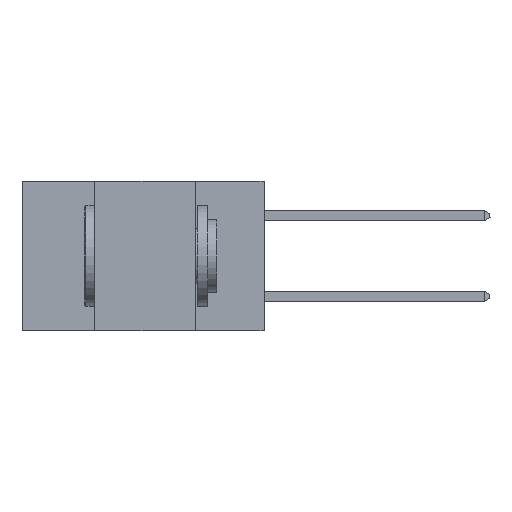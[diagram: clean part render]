
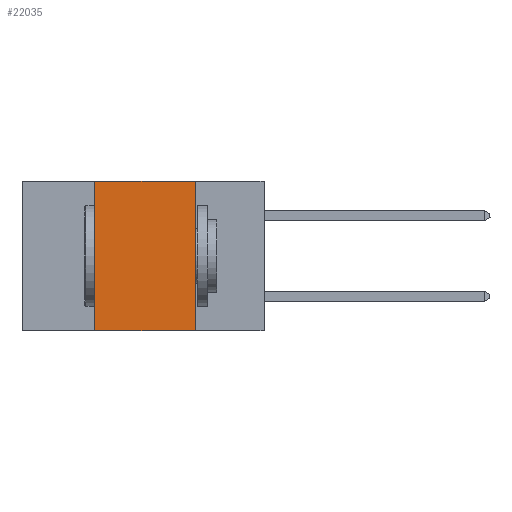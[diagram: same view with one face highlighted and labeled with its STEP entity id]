
A CAD part, left-side view. The second image highlights one B-rep face of the part: STEP entity #22035.
In plain terms, the highlighted planar face has unit normal (-1, 0, 0).
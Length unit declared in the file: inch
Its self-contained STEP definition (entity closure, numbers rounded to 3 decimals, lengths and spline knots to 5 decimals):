
#73 = EDGE_CURVE ( 'NONE', #11763, #20906, #23516, .T. ) ;
#1333 = DIRECTION ( 'NONE',  ( 0., -1., 0. ) ) ;
#1973 = DIRECTION ( 'NONE',  ( 0., 0., -1. ) ) ;
#2155 = ORIENTED_EDGE ( 'NONE', *, *, #13142, .T. ) ;
#2667 = FACE_OUTER_BOUND ( 'NONE', #10490, .T. ) ;
#2688 = EDGE_CURVE ( 'NONE', #20906, #19114, #7496, .T. ) ;
#3040 = CARTESIAN_POINT ( 'NONE',  ( 0., 0.17, 0. ) ) ;
#3461 = CARTESIAN_POINT ( 'NONE',  ( 0., 0.6, 0. ) ) ;
#4485 = ORIENTED_EDGE ( 'NONE', *, *, #73, .F. ) ;
#5344 = VERTEX_POINT ( 'NONE', #16841 ) ;
#7044 = DIRECTION ( 'NONE',  ( 0., 0., -1. ) ) ;
#7496 = LINE ( 'NONE', #14015, #17354 ) ;
#7914 = LINE ( 'NONE', #17344, #22140 ) ;
#8964 = CARTESIAN_POINT ( 'NONE',  ( 0., 0.42, 0. ) ) ;
#10228 = CARTESIAN_POINT ( 'NONE',  ( 0., 0.17, -0.37 ) ) ;
#10254 = ORIENTED_EDGE ( 'NONE', *, *, #2688, .F. ) ;
#10490 = EDGE_LOOP ( 'NONE', ( #10254, #4485, #17734, #2155 ) ) ;
#11618 = DIRECTION ( 'NONE',  ( 0., 0., 1. ) ) ;
#11718 = AXIS2_PLACEMENT_3D ( 'NONE', #13333, #17155, #7044 ) ;
#11763 = VERTEX_POINT ( 'NONE', #8964 ) ;
#13142 = EDGE_CURVE ( 'NONE', #5344, #19114, #16064, .T. ) ;
#13333 = CARTESIAN_POINT ( 'NONE',  ( 0., 0.6, 0. ) ) ;
#13654 = DIRECTION ( 'NONE',  ( 0., -1., 0. ) ) ;
#14015 = CARTESIAN_POINT ( 'NONE',  ( 0., 0.17, 0. ) ) ;
#15344 = CARTESIAN_POINT ( 'NONE',  ( 0., 0.6, -0.37 ) ) ;
#16064 = LINE ( 'NONE', #15344, #22066 ) ;
#16841 = CARTESIAN_POINT ( 'NONE',  ( 0., 0.42, -0.37 ) ) ;
#17155 = DIRECTION ( 'NONE',  ( 1., 0., 0. ) ) ;
#17344 = CARTESIAN_POINT ( 'NONE',  ( 0., 0.42, 0. ) ) ;
#17354 = VECTOR ( 'NONE', #1973, 39.37008 ) ;
#17734 = ORIENTED_EDGE ( 'NONE', *, *, #19241, .F. ) ;
#19114 = VERTEX_POINT ( 'NONE', #10228 ) ;
#19241 = EDGE_CURVE ( 'NONE', #5344, #11763, #7914, .T. ) ;
#20906 = VERTEX_POINT ( 'NONE', #3040 ) ;
#22035 = ADVANCED_FACE ( 'NONE', ( #2667 ), #25478, .F. ) ;
#22066 = VECTOR ( 'NONE', #1333, 39.37008 ) ;
#22140 = VECTOR ( 'NONE', #11618, 39.37008 ) ;
#23516 = LINE ( 'NONE', #3461, #24777 ) ;
#24777 = VECTOR ( 'NONE', #13654, 39.37008 ) ;
#25478 = PLANE ( 'NONE',  #11718 ) ;
